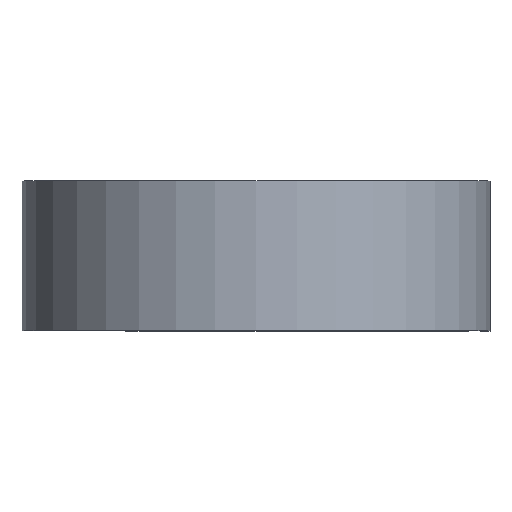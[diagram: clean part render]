
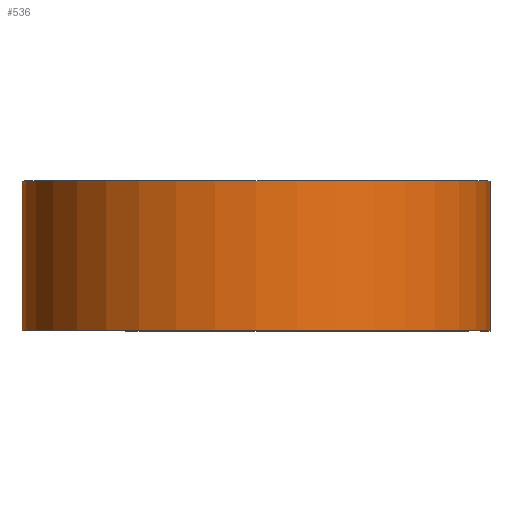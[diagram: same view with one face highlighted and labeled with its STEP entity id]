
A CAD part, top view. The second image highlights one B-rep face of the part: STEP entity #536.
In plain terms, the highlighted cylindrical face has radius 29.794 mm (diameter 59.588 mm), a partial arc.
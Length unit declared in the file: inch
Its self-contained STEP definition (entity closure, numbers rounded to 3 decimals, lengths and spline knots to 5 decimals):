
#11 = CARTESIAN_POINT ( 'NONE',  ( 1.173, 0.375, 0. ) ) ;
#14 = EDGE_LOOP ( 'NONE', ( #403, #83, #34, #175 ) ) ;
#33 = EDGE_CURVE ( 'NONE', #171, #263, #656, .T. ) ;
#34 = ORIENTED_EDGE ( 'NONE', *, *, #585, .F. ) ;
#83 = ORIENTED_EDGE ( 'NONE', *, *, #587, .F. ) ;
#114 = CARTESIAN_POINT ( 'NONE',  ( 1.173, -0.375, 0. ) ) ;
#136 = AXIS2_PLACEMENT_3D ( 'NONE', #493, #351, #303 ) ;
#145 = DIRECTION ( 'NONE',  ( 0., -1., 0. ) ) ;
#154 = AXIS2_PLACEMENT_3D ( 'NONE', #561, #662, #557 ) ;
#156 = CARTESIAN_POINT ( 'NONE',  ( 0., 0.375, -1.173 ) ) ;
#159 = CARTESIAN_POINT ( 'NONE',  ( 0., -0.375, -1.173 ) ) ;
#169 = VERTEX_POINT ( 'NONE', #156 ) ;
#171 = VERTEX_POINT ( 'NONE', #159 ) ;
#174 = CARTESIAN_POINT ( 'NONE',  ( 0., 0.375, -1.173 ) ) ;
#175 = ORIENTED_EDGE ( 'NONE', *, *, #624, .T. ) ;
#187 = VERTEX_POINT ( 'NONE', #11 ) ;
#263 = VERTEX_POINT ( 'NONE', #114 ) ;
#303 = DIRECTION ( 'NONE',  ( 1., 0., 0. ) ) ;
#351 = DIRECTION ( 'NONE',  ( 0., 1., 0. ) ) ;
#365 = AXIS2_PLACEMENT_3D ( 'NONE', #682, #635, #670 ) ;
#400 = CARTESIAN_POINT ( 'NONE',  ( 1.173, 0.375, 0. ) ) ;
#403 = ORIENTED_EDGE ( 'NONE', *, *, #33, .T. ) ;
#481 = DIRECTION ( 'NONE',  ( 0., -1., 0. ) ) ;
#486 = VECTOR ( 'NONE', #145, 39.37008 ) ;
#493 = CARTESIAN_POINT ( 'NONE',  ( 0., 0.375, 0. ) ) ;
#533 = LINE ( 'NONE', #174, #486 ) ;
#536 = ADVANCED_FACE ( 'NONE', ( #727 ), #675, .T. ) ;
#557 = DIRECTION ( 'NONE',  ( 0., 0., -1. ) ) ;
#561 = CARTESIAN_POINT ( 'NONE',  ( 0., 0.375, 0. ) ) ;
#585 = EDGE_CURVE ( 'NONE', #169, #187, #647, .T. ) ;
#587 = EDGE_CURVE ( 'NONE', #187, #263, #652, .T. ) ;
#603 = VECTOR ( 'NONE', #481, 39.37008 ) ;
#624 = EDGE_CURVE ( 'NONE', #169, #171, #533, .T. ) ;
#635 = DIRECTION ( 'NONE',  ( 0., 1., 0. ) ) ;
#647 = CIRCLE ( 'NONE', #136, 1.173 ) ;
#652 = LINE ( 'NONE', #400, #603 ) ;
#656 = CIRCLE ( 'NONE', #365, 1.173 ) ;
#662 = DIRECTION ( 'NONE',  ( 0., -1., 0. ) ) ;
#670 = DIRECTION ( 'NONE',  ( 1., 0., 0. ) ) ;
#675 = CYLINDRICAL_SURFACE ( 'NONE', #154, 1.173 ) ;
#682 = CARTESIAN_POINT ( 'NONE',  ( 0., -0.375, 0. ) ) ;
#727 = FACE_OUTER_BOUND ( 'NONE', #14, .T. ) ;
